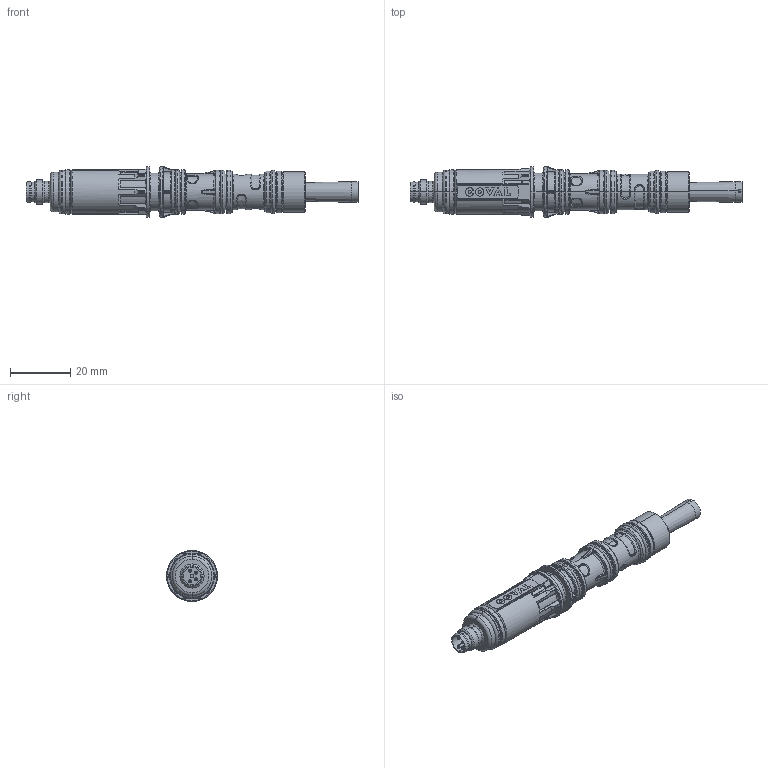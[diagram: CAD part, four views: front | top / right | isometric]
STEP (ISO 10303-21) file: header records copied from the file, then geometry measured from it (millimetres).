
FILE_DESCRIPTION(('STEP AP242'),'1');
FILE_NAME('coval_cvpc90x16.stp','2020-06-01T19:58:14',('TraceParts'),('TraceParts S.A.'),'Spatial InterOp 3D',' ',' ');
FILE_SCHEMA(('AP242_MANAGED_MODEL_BASED_3D_ENGINEERING_MIM_LF {1 0 10303 442 1 1 4}'));
Length unit declared in the file: millimetre
Products named in the file (1): coval_cvpc90x16_1
Bounding box: 110.42 x 16.9 x 16.9 mm (x, y, z)
Volume: 12955.9 mm3; surface area: 8069.9 mm2
Topology: 13 solids, 14 shells, 865 faces, 2179 edges, 1350 vertices
Faces by surface type: cylinder 322, plane 207, torus 122, cone 110, bspline 98, sphere 6
Entity records: 37212 total; most frequent: CARTESIAN_POINT 10183, ORIENTED_EDGE 4316, DIRECTION 4074, EDGE_CURVE 2158, AXIS2_PLACEMENT_3D 1668, VERTEX_POINT 1350, EDGE_LOOP 924, CIRCLE 888
